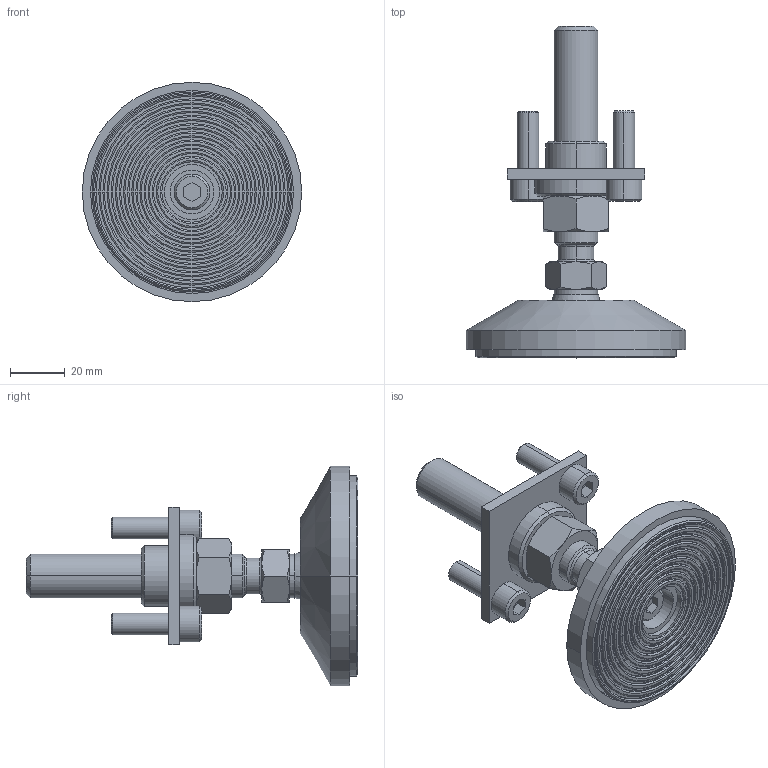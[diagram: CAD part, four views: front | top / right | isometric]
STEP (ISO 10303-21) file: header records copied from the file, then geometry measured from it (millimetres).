
FILE_DESCRIPTION(('Creo Elements/Direct Modeling STEP Export'),'2;1');
FILE_NAME('55.0245.1_Gelenkfuß-MMS-55_80-M16-118mm-ST-schwingungsgedaempft.stp','2022-03-21T 8:08:03',(''),(''),'PTC Creo Elements/Direct Modeling STEP processor for AP214 (Solid Model)','PTC Creo Elements/Direct Modeling 19.0C 15-Aug-2015 (C) Parametric Technology GmbH','');
FILE_SCHEMA(('AUTOMOTIVE_DESIGN { 1 0 10303 214 1 1 1 1 }'));
Length unit declared in the file: millimetre
Products named in the file (9): Flanschplatte-MMS-55_50x50-Laserschneidteil-t4mm_96.5032_PX176231; Sechskantmutter-DIN934_M16-8.8-verz_11506_PX171652; Flanschmutter-MMS-55-MMS-44_M16-D22_96.5029_PX173798; Zylinderschraube-DIN912_M8x25-8.8-verz_10990_PX176237.1; Fußteller_Ø80x16mm_96.7000_PX173697.02; Fußspindel_M16x110_96.7010_PX171649; Zylinderschraube-DIN6912_M8x16-8.8-verz_10099_PX171657; Gummischeibe_D7320x9_96.7001_PX173699.02; Gelenkfuß-MMS-55_80-M16-118mm-ST-schwingungsgedaempft_55.0245.1_PX17
6258
Assembly tree (9 placements, depth 2):
  Gelenkfuß-MMS-55_80-M16-118mm-ST-schwingungsgedaempft_55.0245.1_PX17
6258
    Gummischeibe_D7320x9_96.7001_PX173699.02
    Zylinderschraube-DIN6912_M8x16-8.8-verz_10099_PX171657
    Fußspindel_M16x110_96.7010_PX171649
    Fußteller_Ø80x16mm_96.7000_PX173697.02
    Zylinderschraube-DIN912_M8x25-8.8-verz_10990_PX176237.1  x2
    Flanschmutter-MMS-55-MMS-44_M16-D22_96.5029_PX173798
    Sechskantmutter-DIN934_M16-8.8-verz_11506_PX171652
    Flanschplatte-MMS-55_50x50-Laserschneidteil-t4mm_96.5032_PX176231
Bounding box: 80 x 121 x 80 mm (x, y, z)
Volume: 120288.8 mm3; surface area: 47942.9 mm2
Topology: 9 solids, 9 shells, 272 faces, 570 edges, 345 vertices
Faces by surface type: cylinder 88, plane 82, cone 60, torus 38, sphere 4
Entity records: 8029 total; most frequent: CARTESIAN_POINT 2693, ORIENTED_EDGE 1060, DIRECTION 980, EDGE_CURVE 530, AXIS2_PLACEMENT_3D 402, VERTEX_POINT 321, EDGE_LOOP 297, FACE_OUTER_BOUND 254
